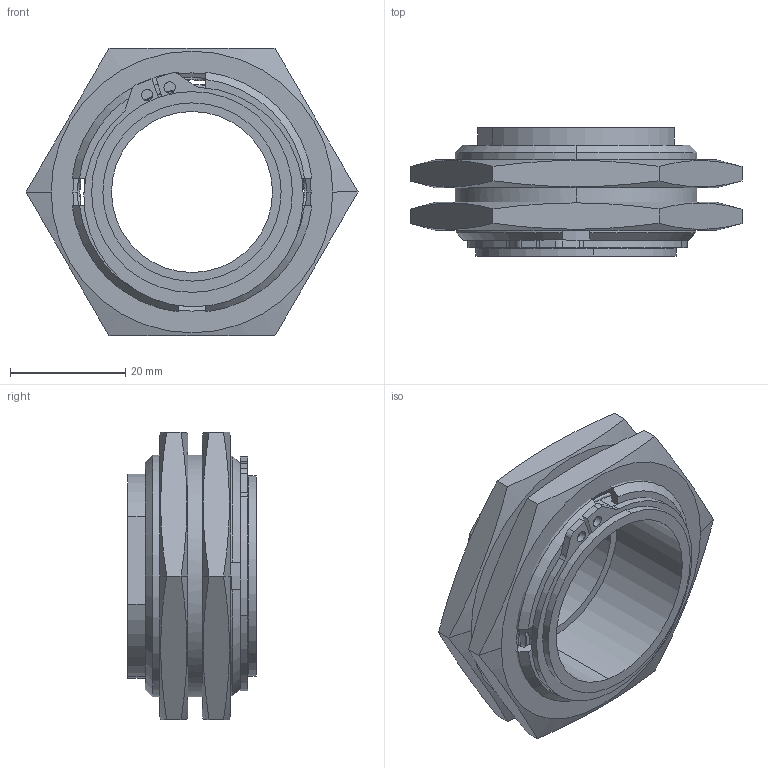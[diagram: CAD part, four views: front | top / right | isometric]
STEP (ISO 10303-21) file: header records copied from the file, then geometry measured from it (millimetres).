
FILE_DESCRIPTION (( 'STEP AP214' ), '1' );
FILE_NAME ('SAB30414.STEP', '2018-07-20T14:17:09', ( '' ), ( '' ), 'SwSTEP 2.0', 'SolidWorks 2017', '' );
FILE_SCHEMA (( 'AUTOMOTIVE_DESIGN' ));
Length unit declared in the file: inch
Products named in the file (6): 03684_42.7025; 64.1027_97633A360; 62.0359; 15296; 15297; SAB30414
Assembly tree (6 placements, depth 2):
  SAB30414
    15297
    15296
    62.0359
    64.1027_97633A360
    03684_42.7025  x2
Bounding box: 57.73 x 22.35 x 50 mm (x, y, z)
Volume: 16341.2 mm3; surface area: 18732.8 mm2
Topology: 6 solids, 6 shells, 123 faces, 299 edges, 192 vertices
Faces by surface type: plane 54, cylinder 45, cone 18, torus 4, bspline 2
Entity records: 5557 total; most frequent: CARTESIAN_POINT 2635, DIRECTION 559, ORIENTED_EDGE 526, EDGE_CURVE 263, AXIS2_PLACEMENT_3D 218, VERTEX_POINT 170, LINE 123, VECTOR 123
